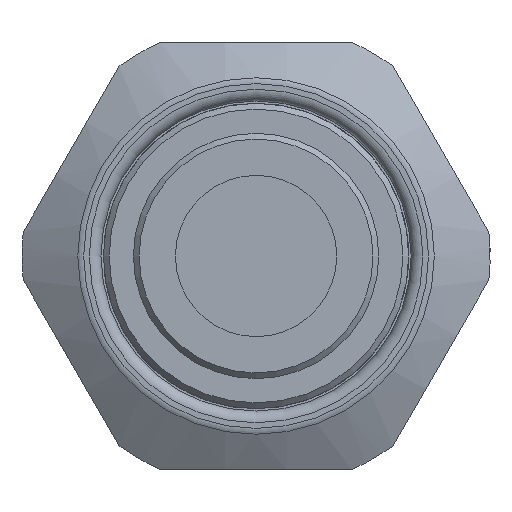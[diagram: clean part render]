
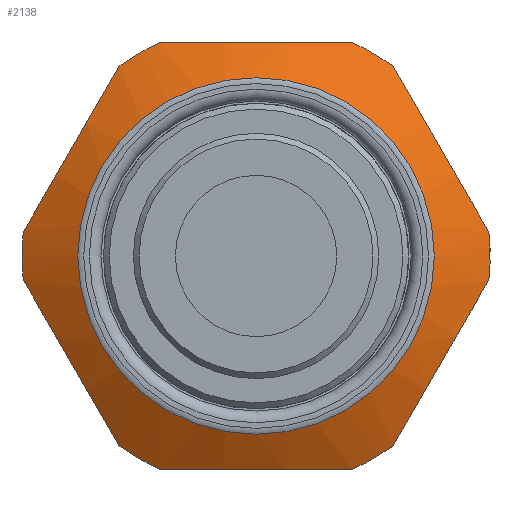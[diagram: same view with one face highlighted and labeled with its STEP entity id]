
A CAD part, front view. The second image highlights one B-rep face of the part: STEP entity #2138.
In plain terms, the highlighted conical face has half-angle 60 degrees and reference radius 17.78 mm.
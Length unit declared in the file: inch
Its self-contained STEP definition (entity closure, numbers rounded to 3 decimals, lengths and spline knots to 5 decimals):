
#64=(
BOUNDED_CURVE()
B_SPLINE_CURVE(2,(#3682,#3683,#3684),.UNSPECIFIED.,.F.,.F.)
B_SPLINE_CURVE_WITH_KNOTS((3,3),(0.,1.67512),.UNSPECIFIED.)
CURVE()
GEOMETRIC_REPRESENTATION_ITEM()
RATIONAL_B_SPLINE_CURVE((1.,1.096,1.))
REPRESENTATION_ITEM('')
);
#65=(
BOUNDED_CURVE()
B_SPLINE_CURVE(2,(#3688,#3689,#3690),.UNSPECIFIED.,.F.,.F.)
B_SPLINE_CURVE_WITH_KNOTS((3,3),(0.,1.67512),.UNSPECIFIED.)
CURVE()
GEOMETRIC_REPRESENTATION_ITEM()
RATIONAL_B_SPLINE_CURVE((1.,1.096,1.))
REPRESENTATION_ITEM('')
);
#66=(
BOUNDED_CURVE()
B_SPLINE_CURVE(2,(#3694,#3695,#3696),.UNSPECIFIED.,.F.,.F.)
B_SPLINE_CURVE_WITH_KNOTS((3,3),(0.,1.67512),.UNSPECIFIED.)
CURVE()
GEOMETRIC_REPRESENTATION_ITEM()
RATIONAL_B_SPLINE_CURVE((1.,1.096,1.))
REPRESENTATION_ITEM('')
);
#67=(
BOUNDED_CURVE()
B_SPLINE_CURVE(2,(#3700,#3701,#3702),.UNSPECIFIED.,.F.,.F.)
B_SPLINE_CURVE_WITH_KNOTS((3,3),(0.,1.67512),.UNSPECIFIED.)
CURVE()
GEOMETRIC_REPRESENTATION_ITEM()
RATIONAL_B_SPLINE_CURVE((1.,1.096,1.))
REPRESENTATION_ITEM('')
);
#68=(
BOUNDED_CURVE()
B_SPLINE_CURVE(2,(#3706,#3707,#3708),.UNSPECIFIED.,.F.,.F.)
B_SPLINE_CURVE_WITH_KNOTS((3,3),(0.,1.67512),.UNSPECIFIED.)
CURVE()
GEOMETRIC_REPRESENTATION_ITEM()
RATIONAL_B_SPLINE_CURVE((1.,1.096,1.))
REPRESENTATION_ITEM('')
);
#69=(
BOUNDED_CURVE()
B_SPLINE_CURVE(2,(#3712,#3713,#3714),.UNSPECIFIED.,.F.,.F.)
B_SPLINE_CURVE_WITH_KNOTS((3,3),(0.,1.67512),.UNSPECIFIED.)
CURVE()
GEOMETRIC_REPRESENTATION_ITEM()
RATIONAL_B_SPLINE_CURVE((1.,1.096,1.))
REPRESENTATION_ITEM('')
);
#214=LINE('',#3678,#328);
#328=VECTOR('',#3009,0.7);
#366=CONICAL_SURFACE('',#2411,0.7,1.047);
#479=FACE_OUTER_BOUND('',#633,.T.);
#633=EDGE_LOOP('',(#1726,#1727,#1728,#1729,#1730,#1731,#1732,#1733,#1734,
#1735,#1736,#1737,#1738,#1739,#1740,#1741));
#769=CIRCLE('',#2408,0.60928);
#771=CIRCLE('',#2412,0.8);
#772=CIRCLE('',#2413,0.8);
#773=CIRCLE('',#2414,0.8);
#774=CIRCLE('',#2415,0.8);
#775=CIRCLE('',#2416,0.8);
#776=CIRCLE('',#2417,0.8);
#777=CIRCLE('',#2418,0.8);
#940=VERTEX_POINT('',#3670);
#942=VERTEX_POINT('',#3677);
#943=VERTEX_POINT('',#3679);
#944=VERTEX_POINT('',#3681);
#945=VERTEX_POINT('',#3685);
#946=VERTEX_POINT('',#3687);
#947=VERTEX_POINT('',#3691);
#948=VERTEX_POINT('',#3693);
#949=VERTEX_POINT('',#3697);
#950=VERTEX_POINT('',#3699);
#951=VERTEX_POINT('',#3703);
#952=VERTEX_POINT('',#3705);
#953=VERTEX_POINT('',#3709);
#954=VERTEX_POINT('',#3711);
#1207=EDGE_CURVE('',#940,#940,#769,.T.);
#1209=EDGE_CURVE('',#940,#942,#214,.T.);
#1210=EDGE_CURVE('',#943,#942,#771,.T.);
#1211=EDGE_CURVE('',#944,#943,#64,.T.);
#1212=EDGE_CURVE('',#945,#944,#772,.T.);
#1213=EDGE_CURVE('',#946,#945,#65,.T.);
#1214=EDGE_CURVE('',#947,#946,#773,.T.);
#1215=EDGE_CURVE('',#948,#947,#66,.T.);
#1216=EDGE_CURVE('',#949,#948,#774,.T.);
#1217=EDGE_CURVE('',#950,#949,#67,.T.);
#1218=EDGE_CURVE('',#951,#950,#775,.T.);
#1219=EDGE_CURVE('',#952,#951,#68,.T.);
#1220=EDGE_CURVE('',#953,#952,#776,.T.);
#1221=EDGE_CURVE('',#954,#953,#69,.T.);
#1222=EDGE_CURVE('',#942,#954,#777,.T.);
#1726=ORIENTED_EDGE('',*,*,#1207,.F.);
#1727=ORIENTED_EDGE('',*,*,#1209,.T.);
#1728=ORIENTED_EDGE('',*,*,#1210,.F.);
#1729=ORIENTED_EDGE('',*,*,#1211,.F.);
#1730=ORIENTED_EDGE('',*,*,#1212,.F.);
#1731=ORIENTED_EDGE('',*,*,#1213,.F.);
#1732=ORIENTED_EDGE('',*,*,#1214,.F.);
#1733=ORIENTED_EDGE('',*,*,#1215,.F.);
#1734=ORIENTED_EDGE('',*,*,#1216,.F.);
#1735=ORIENTED_EDGE('',*,*,#1217,.F.);
#1736=ORIENTED_EDGE('',*,*,#1218,.F.);
#1737=ORIENTED_EDGE('',*,*,#1219,.F.);
#1738=ORIENTED_EDGE('',*,*,#1220,.F.);
#1739=ORIENTED_EDGE('',*,*,#1221,.F.);
#1740=ORIENTED_EDGE('',*,*,#1222,.F.);
#1741=ORIENTED_EDGE('',*,*,#1209,.F.);
#2138=ADVANCED_FACE('',(#479),#366,.T.);
#2408=AXIS2_PLACEMENT_3D('',#3672,#3001,#3002);
#2411=AXIS2_PLACEMENT_3D('',#3676,#3007,#3008);
#2412=AXIS2_PLACEMENT_3D('',#3680,#3010,#3011);
#2413=AXIS2_PLACEMENT_3D('',#3686,#3012,#3013);
#2414=AXIS2_PLACEMENT_3D('',#3692,#3014,#3015);
#2415=AXIS2_PLACEMENT_3D('',#3698,#3016,#3017);
#2416=AXIS2_PLACEMENT_3D('',#3704,#3018,#3019);
#2417=AXIS2_PLACEMENT_3D('',#3710,#3020,#3021);
#2418=AXIS2_PLACEMENT_3D('',#3715,#3022,#3023);
#3001=DIRECTION('center_axis',(0.,-1.,0.));
#3002=DIRECTION('ref_axis',(-1.,0.,0.));
#3007=DIRECTION('center_axis',(0.,1.,0.));
#3008=DIRECTION('ref_axis',(1.,0.,0.));
#3009=DIRECTION('',(-0.866,0.5,0.));
#3010=DIRECTION('center_axis',(0.,1.,0.));
#3011=DIRECTION('ref_axis',(-1.,0.,0.));
#3012=DIRECTION('center_axis',(0.,1.,0.));
#3013=DIRECTION('ref_axis',(-1.,0.,0.));
#3014=DIRECTION('center_axis',(0.,1.,0.));
#3015=DIRECTION('ref_axis',(-1.,0.,0.));
#3016=DIRECTION('center_axis',(0.,1.,0.));
#3017=DIRECTION('ref_axis',(-1.,0.,0.));
#3018=DIRECTION('center_axis',(0.,1.,0.));
#3019=DIRECTION('ref_axis',(-1.,0.,0.));
#3020=DIRECTION('center_axis',(0.,1.,0.));
#3021=DIRECTION('ref_axis',(-1.,0.,0.));
#3022=DIRECTION('center_axis',(0.,1.,0.));
#3023=DIRECTION('ref_axis',(-1.,0.,0.));
#3670=CARTESIAN_POINT('',(-0.60928,-0.28563,0.));
#3672=CARTESIAN_POINT('Origin',(0.,-0.28563,
0.));
#3676=CARTESIAN_POINT('Origin',(0.,-0.23325,
0.));
#3677=CARTESIAN_POINT('',(-0.8,-0.17551,0.));
#3678=CARTESIAN_POINT('',(-0.7,-0.23325,0.));
#3679=CARTESIAN_POINT('',(-0.79583,-0.17551,-0.08158));
#3680=CARTESIAN_POINT('Origin',(0.,-0.17551,0.));
#3681=CARTESIAN_POINT('',(-0.46857,-0.17551,-0.64842));
#3682=CARTESIAN_POINT('Ctrl Pts',(-0.46857,-0.17551,
-0.64842));
#3683=CARTESIAN_POINT('Ctrl Pts',(-0.6322,-0.25281,
-0.365));
#3684=CARTESIAN_POINT('Ctrl Pts',(-0.79583,-0.17551,
-0.08158));
#3685=CARTESIAN_POINT('',(-0.32726,-0.17551,-0.73));
#3686=CARTESIAN_POINT('Origin',(0.,-0.17551,0.));
#3687=CARTESIAN_POINT('',(0.32726,-0.17551,-0.73));
#3688=CARTESIAN_POINT('Ctrl Pts',(0.32726,-0.17551,
-0.73));
#3689=CARTESIAN_POINT('Ctrl Pts',(0.,-0.25281,
-0.73));
#3690=CARTESIAN_POINT('Ctrl Pts',(-0.32726,-0.17551,
-0.73));
#3691=CARTESIAN_POINT('',(0.46857,-0.17551,-0.64842));
#3692=CARTESIAN_POINT('Origin',(0.,-0.17551,0.));
#3693=CARTESIAN_POINT('',(0.79583,-0.17551,-0.08158));
#3694=CARTESIAN_POINT('Ctrl Pts',(0.79583,-0.17551,
-0.08158));
#3695=CARTESIAN_POINT('Ctrl Pts',(0.6322,-0.25281,-0.365));
#3696=CARTESIAN_POINT('Ctrl Pts',(0.46857,-0.17551,
-0.64842));
#3697=CARTESIAN_POINT('',(0.79583,-0.17551,0.08158));
#3698=CARTESIAN_POINT('Origin',(0.,-0.17551,0.));
#3699=CARTESIAN_POINT('',(0.46857,-0.17551,0.64842));
#3700=CARTESIAN_POINT('Ctrl Pts',(0.46857,-0.17551,
0.64842));
#3701=CARTESIAN_POINT('Ctrl Pts',(0.6322,-0.25281,0.365));
#3702=CARTESIAN_POINT('Ctrl Pts',(0.79583,-0.17551,
0.08158));
#3703=CARTESIAN_POINT('',(0.32726,-0.17551,0.73));
#3704=CARTESIAN_POINT('Origin',(0.,-0.17551,0.));
#3705=CARTESIAN_POINT('',(-0.32726,-0.17551,0.73));
#3706=CARTESIAN_POINT('Ctrl Pts',(-0.32726,-0.17551,
0.73));
#3707=CARTESIAN_POINT('Ctrl Pts',(0.,-0.25281,
0.73));
#3708=CARTESIAN_POINT('Ctrl Pts',(0.32726,-0.17551,
0.73));
#3709=CARTESIAN_POINT('',(-0.46857,-0.17551,0.64842));
#3710=CARTESIAN_POINT('Origin',(0.,-0.17551,0.));
#3711=CARTESIAN_POINT('',(-0.79583,-0.17551,0.08158));
#3712=CARTESIAN_POINT('Ctrl Pts',(-0.79583,-0.17551,
0.08158));
#3713=CARTESIAN_POINT('Ctrl Pts',(-0.6322,-0.25281,
0.365));
#3714=CARTESIAN_POINT('Ctrl Pts',(-0.46857,-0.17551,
0.64842));
#3715=CARTESIAN_POINT('Origin',(0.,-0.17551,0.));
